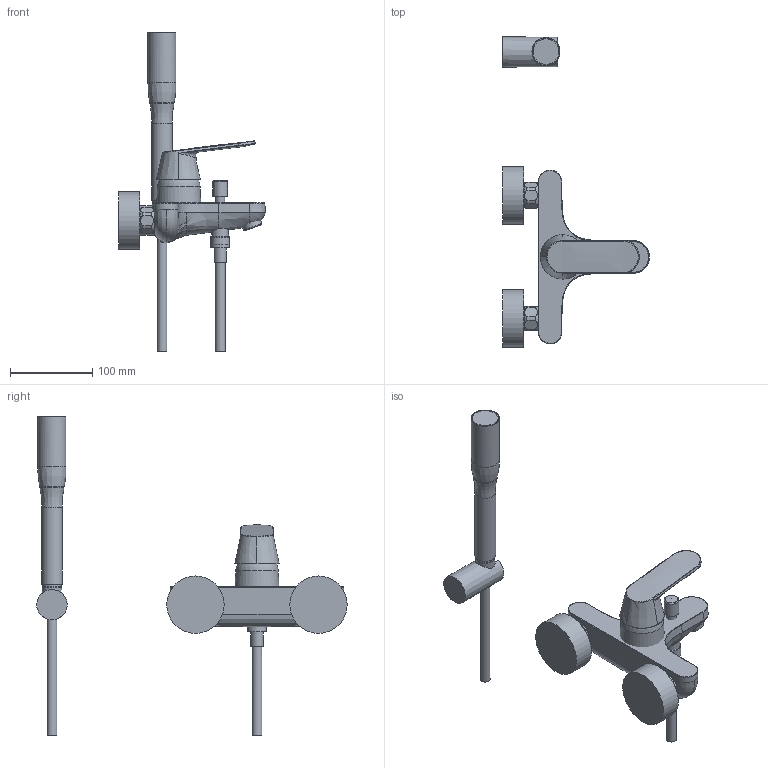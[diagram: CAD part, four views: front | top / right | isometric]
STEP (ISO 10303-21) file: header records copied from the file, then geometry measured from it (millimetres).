
FILE_DESCRIPTION(/* description */ ('Unknown'),/* implementation_level */ '2;1');
FILE_NAME(/* name */ '32832000',/* time_stamp */ '2022-09-09T13:03:08+02:00',/* author */ ('Unknown'),/* organization */ ('GROHE AG'),/* preprocessor_version */ 'ST-DEVELOPER v16.7',/* originating_system */ 'DEX',/* authorisation */ $);
FILE_SCHEMA (('AUTOMOTIVE_DESIGN {1 0 10303 214 3 1 1}'));
Length unit declared in the file: millimetre
Products named in the file (7): 32832000; 2010 01 26 Artikel aktuell; id121; 50.9697.1_Standard; 50.9702.1_Standard; SQUARE#8
Assembly tree (6 placements, depth 2):
  32832000
    32832000
    2010 01 26 Artikel aktuell
    id121
    50.9697.1_Standard
    50.9702.1_Standard
    SQUARE#8
Bounding box: 179.18 x 378.5 x 390.08 mm (x, y, z)
Volume: 358855.5 mm3; surface area: 152616.7 mm2
Topology: 5 solids, 18 shells, 175 faces, 443 edges, 279 vertices
Faces by surface type: bspline 64, plane 44, cylinder 37, torus 14, cone 12, sphere 4
Full cylindrical faces by diameter (mm): 11.2 x1, 12 x3, 14.998 x1, 18 x1, 20.5 x1, 21 x2, 21.9 x2, 22.787 x1, 23 x3, 23.6 x1, 25.156 x1, 34.156 x1, 70 x2
Entity records: 11335 total; most frequent: CARTESIAN_POINT 7810, ORIENTED_EDGE 680, DIRECTION 504, EDGE_CURVE 365, VERTEX_POINT 261, EDGE_LOOP 234, FACE_BOUND 234, AXIS2_PLACEMENT_3D 234
